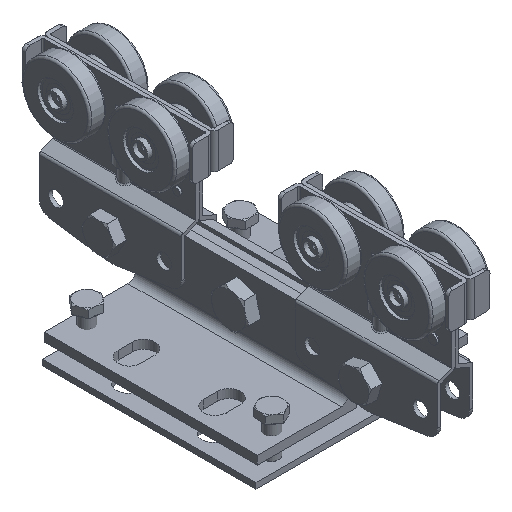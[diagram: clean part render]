
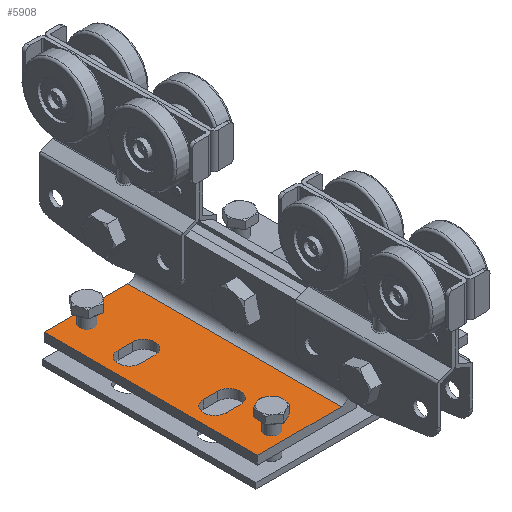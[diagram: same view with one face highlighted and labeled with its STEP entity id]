
A CAD part, isometric view. The second image highlights one B-rep face of the part: STEP entity #5908.
In plain terms, the highlighted face is planar.
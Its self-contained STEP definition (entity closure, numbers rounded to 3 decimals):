
#561=FACE_BOUND('',#1415,.T.);
#562=FACE_BOUND('',#1416,.T.);
#563=FACE_BOUND('',#1417,.T.);
#564=FACE_BOUND('',#1418,.T.);
#701=PLANE('',#7041);
#1017=FACE_OUTER_BOUND('',#1414,.T.);
#1414=EDGE_LOOP('',(#5447,#5448,#5449,#5450));
#1415=EDGE_LOOP('',(#5451,#5452,#5453,#5454));
#1416=EDGE_LOOP('',(#5455,#5456,#5457,#5458));
#1417=EDGE_LOOP('',(#5459,#5460));
#1418=EDGE_LOOP('',(#5461,#5462));
#1729=LINE('',#11489,#2066);
#1733=LINE('',#11499,#2070);
#1737=LINE('',#11513,#2074);
#1741=LINE('',#11523,#2078);
#1755=LINE('',#11573,#2092);
#1756=LINE('',#11577,#2093);
#1757=LINE('',#11579,#2094);
#1758=LINE('',#11580,#2095);
#2066=VECTOR('',#8764,10.);
#2070=VECTOR('',#8776,10.);
#2074=VECTOR('',#8788,10.);
#2078=VECTOR('',#8800,10.);
#2092=VECTOR('',#8848,10.);
#2093=VECTOR('',#8853,10.);
#2094=VECTOR('',#8854,10.);
#2095=VECTOR('',#8855,10.);
#2466=CIRCLE('',#7009,8.);
#2468=CIRCLE('',#7013,8.);
#2470=CIRCLE('',#7017,8.);
#2472=CIRCLE('',#7021,8.);
#2473=CIRCLE('',#7024,4.188);
#2474=CIRCLE('',#7025,4.188);
#2476=CIRCLE('',#7028,4.188);
#2477=CIRCLE('',#7029,4.188);
#3022=VERTEX_POINT('',#11480);
#3023=VERTEX_POINT('',#11482);
#3025=VERTEX_POINT('',#11488);
#3027=VERTEX_POINT('',#11494);
#3030=VERTEX_POINT('',#11504);
#3031=VERTEX_POINT('',#11506);
#3033=VERTEX_POINT('',#11512);
#3035=VERTEX_POINT('',#11518);
#3036=VERTEX_POINT('',#11525);
#3037=VERTEX_POINT('',#11526);
#3039=VERTEX_POINT('',#11533);
#3040=VERTEX_POINT('',#11534);
#3053=VERTEX_POINT('',#11570);
#3054=VERTEX_POINT('',#11572);
#3055=VERTEX_POINT('',#11576);
#3056=VERTEX_POINT('',#11578);
#3816=EDGE_CURVE('',#3023,#3022,#2466,.T.);
#3819=EDGE_CURVE('',#3025,#3023,#1729,.T.);
#3822=EDGE_CURVE('',#3027,#3025,#2468,.T.);
#3825=EDGE_CURVE('',#3022,#3027,#1733,.T.);
#3828=EDGE_CURVE('',#3031,#3030,#2470,.T.);
#3831=EDGE_CURVE('',#3033,#3031,#1737,.T.);
#3834=EDGE_CURVE('',#3035,#3033,#2472,.T.);
#3837=EDGE_CURVE('',#3030,#3035,#1741,.T.);
#3838=EDGE_CURVE('',#3036,#3037,#2473,.T.);
#3839=EDGE_CURVE('',#3037,#3036,#2474,.T.);
#3842=EDGE_CURVE('',#3039,#3040,#2476,.T.);
#3843=EDGE_CURVE('',#3040,#3039,#2477,.T.);
#3861=EDGE_CURVE('',#3054,#3053,#1755,.T.);
#3863=EDGE_CURVE('',#3053,#3055,#1756,.T.);
#3864=EDGE_CURVE('',#3056,#3055,#1757,.T.);
#3865=EDGE_CURVE('',#3056,#3054,#1758,.T.);
#5447=ORIENTED_EDGE('',*,*,#3863,.T.);
#5448=ORIENTED_EDGE('',*,*,#3864,.F.);
#5449=ORIENTED_EDGE('',*,*,#3865,.T.);
#5450=ORIENTED_EDGE('',*,*,#3861,.T.);
#5451=ORIENTED_EDGE('',*,*,#3822,.T.);
#5452=ORIENTED_EDGE('',*,*,#3819,.T.);
#5453=ORIENTED_EDGE('',*,*,#3816,.T.);
#5454=ORIENTED_EDGE('',*,*,#3825,.T.);
#5455=ORIENTED_EDGE('',*,*,#3834,.T.);
#5456=ORIENTED_EDGE('',*,*,#3831,.T.);
#5457=ORIENTED_EDGE('',*,*,#3828,.T.);
#5458=ORIENTED_EDGE('',*,*,#3837,.T.);
#5459=ORIENTED_EDGE('',*,*,#3838,.T.);
#5460=ORIENTED_EDGE('',*,*,#3839,.T.);
#5461=ORIENTED_EDGE('',*,*,#3842,.T.);
#5462=ORIENTED_EDGE('',*,*,#3843,.T.);
#5908=ADVANCED_FACE('',(#1017,#561,#562,#563,#564),#701,.T.);
#7009=AXIS2_PLACEMENT_3D('',#11483,#8758,#8759);
#7013=AXIS2_PLACEMENT_3D('',#11495,#8770,#8771);
#7017=AXIS2_PLACEMENT_3D('',#11507,#8782,#8783);
#7021=AXIS2_PLACEMENT_3D('',#11519,#8794,#8795);
#7024=AXIS2_PLACEMENT_3D('',#11527,#8803,#8804);
#7025=AXIS2_PLACEMENT_3D('',#11528,#8805,#8806);
#7028=AXIS2_PLACEMENT_3D('',#11535,#8812,#8813);
#7029=AXIS2_PLACEMENT_3D('',#11536,#8814,#8815);
#7041=AXIS2_PLACEMENT_3D('',#11575,#8851,#8852);
#8758=DIRECTION('center_axis',(0.,-1.,0.));
#8759=DIRECTION('ref_axis',(0.,0.,1.));
#8764=DIRECTION('',(1.,0.,0.));
#8770=DIRECTION('center_axis',(0.,-1.,0.));
#8771=DIRECTION('ref_axis',(0.,0.,-1.));
#8776=DIRECTION('',(-1.,0.,0.));
#8782=DIRECTION('center_axis',(0.,-1.,0.));
#8783=DIRECTION('ref_axis',(0.,0.,1.));
#8788=DIRECTION('',(1.,0.,0.));
#8794=DIRECTION('center_axis',(0.,-1.,0.));
#8795=DIRECTION('ref_axis',(0.,0.,-1.));
#8800=DIRECTION('',(-1.,0.,0.));
#8803=DIRECTION('center_axis',(0.,-1.,0.));
#8804=DIRECTION('ref_axis',(1.,0.,0.));
#8805=DIRECTION('center_axis',(0.,-1.,0.));
#8806=DIRECTION('ref_axis',(1.,0.,0.));
#8812=DIRECTION('center_axis',(0.,-1.,0.));
#8813=DIRECTION('ref_axis',(1.,0.,0.));
#8814=DIRECTION('center_axis',(0.,-1.,0.));
#8815=DIRECTION('ref_axis',(1.,0.,0.));
#8848=DIRECTION('',(0.,0.,1.));
#8851=DIRECTION('center_axis',(0.,1.,0.));
#8852=DIRECTION('ref_axis',(0.,0.,1.));
#8853=DIRECTION('',(1.,0.,0.));
#8854=DIRECTION('',(0.,0.,1.));
#8855=DIRECTION('',(-1.,0.,0.));
#11480=CARTESIAN_POINT('',(55.,6.,113.));
#11482=CARTESIAN_POINT('',(55.,6.,97.));
#11483=CARTESIAN_POINT('Origin',(55.,6.,105.));
#11488=CARTESIAN_POINT('',(45.,6.,97.));
#11489=CARTESIAN_POINT('',(33.,6.,97.));
#11494=CARTESIAN_POINT('',(45.,6.,113.));
#11495=CARTESIAN_POINT('Origin',(45.,6.,105.));
#11499=CARTESIAN_POINT('',(28.,6.,113.));
#11504=CARTESIAN_POINT('',(55.,6.,53.));
#11506=CARTESIAN_POINT('',(55.,6.,37.));
#11507=CARTESIAN_POINT('Origin',(55.,6.,45.));
#11512=CARTESIAN_POINT('',(45.,6.,37.));
#11513=CARTESIAN_POINT('',(33.,6.,37.));
#11518=CARTESIAN_POINT('',(45.,6.,53.));
#11519=CARTESIAN_POINT('Origin',(45.,6.,45.));
#11523=CARTESIAN_POINT('',(28.,6.,53.));
#11525=CARTESIAN_POINT('',(54.188,6.,10.));
#11526=CARTESIAN_POINT('',(45.812,6.,10.));
#11527=CARTESIAN_POINT('Origin',(50.,6.,10.));
#11528=CARTESIAN_POINT('Origin',(50.,6.,10.));
#11533=CARTESIAN_POINT('',(54.188,6.,140.));
#11534=CARTESIAN_POINT('',(45.812,6.,140.));
#11535=CARTESIAN_POINT('Origin',(50.,6.,140.));
#11536=CARTESIAN_POINT('Origin',(50.,6.,140.));
#11570=CARTESIAN_POINT('',(11.,6.,150.));
#11572=CARTESIAN_POINT('',(11.,6.,0.));
#11573=CARTESIAN_POINT('',(11.,6.,0.));
#11575=CARTESIAN_POINT('Origin',(11.,6.,0.));
#11576=CARTESIAN_POINT('',(70.,6.,150.));
#11577=CARTESIAN_POINT('',(70.,6.,150.));
#11578=CARTESIAN_POINT('',(70.,6.,0.));
#11579=CARTESIAN_POINT('',(70.,6.,0.));
#11580=CARTESIAN_POINT('',(70.,6.,0.));
